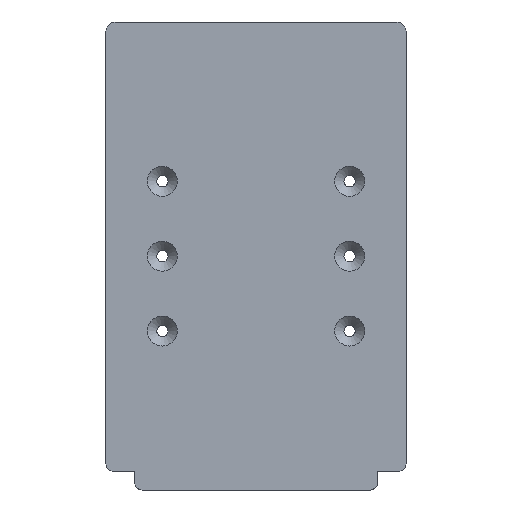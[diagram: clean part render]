
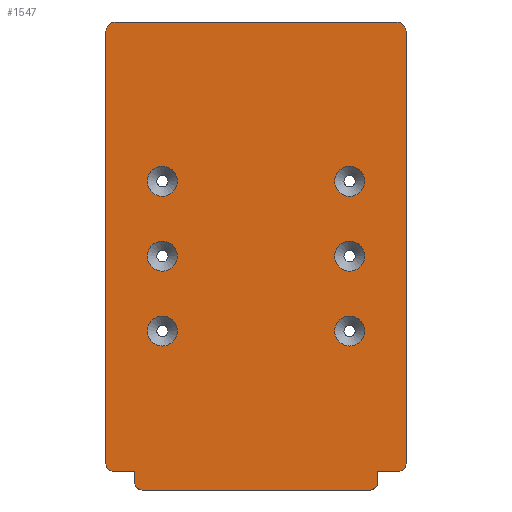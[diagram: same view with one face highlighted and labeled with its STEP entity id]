
A CAD part, front view. The second image highlights one B-rep face of the part: STEP entity #1547.
In plain terms, the highlighted planar face has unit normal (0, -1, 0).
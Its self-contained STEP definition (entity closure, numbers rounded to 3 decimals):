
#83=FACE_BOUND('',#242,.T.);
#84=FACE_BOUND('',#243,.T.);
#85=FACE_BOUND('',#244,.T.);
#86=FACE_BOUND('',#245,.T.);
#87=FACE_BOUND('',#246,.T.);
#88=FACE_BOUND('',#247,.T.);
#99=PLANE('',#1678);
#143=FACE_OUTER_BOUND('',#241,.T.);
#241=EDGE_LOOP('',(#1061,#1062,#1063,#1064,#1065,#1066,#1067,#1068,#1069,
#1070,#1071,#1072,#1073,#1074));
#242=EDGE_LOOP('',(#1075));
#243=EDGE_LOOP('',(#1076));
#244=EDGE_LOOP('',(#1077));
#245=EDGE_LOOP('',(#1078));
#246=EDGE_LOOP('',(#1079));
#247=EDGE_LOOP('',(#1080));
#355=LINE('',#2406,#458);
#356=LINE('',#2410,#459);
#357=LINE('',#2414,#460);
#358=LINE('',#2418,#461);
#359=LINE('',#2420,#462);
#360=LINE('',#2424,#463);
#361=LINE('',#2428,#464);
#362=LINE('',#2429,#465);
#458=VECTOR('',#1910,10.);
#459=VECTOR('',#1913,10.);
#460=VECTOR('',#1916,10.);
#461=VECTOR('',#1919,10.);
#462=VECTOR('',#1920,10.);
#463=VECTOR('',#1923,10.);
#464=VECTOR('',#1926,10.);
#465=VECTOR('',#1927,10.);
#566=CIRCLE('',#1677,4.);
#567=CIRCLE('',#1679,2.);
#568=CIRCLE('',#1680,2.54);
#569=CIRCLE('',#1681,2.54);
#570=CIRCLE('',#1682,2.);
#571=CIRCLE('',#1683,2.);
#572=CIRCLE('',#1684,2.);
#573=CIRCLE('',#1685,4.);
#574=CIRCLE('',#1686,4.);
#575=CIRCLE('',#1687,4.);
#576=CIRCLE('',#1688,4.);
#577=CIRCLE('',#1689,4.);
#669=VERTEX_POINT('',#2398);
#670=VERTEX_POINT('',#2402);
#671=VERTEX_POINT('',#2403);
#672=VERTEX_POINT('',#2405);
#673=VERTEX_POINT('',#2407);
#674=VERTEX_POINT('',#2409);
#675=VERTEX_POINT('',#2411);
#676=VERTEX_POINT('',#2413);
#677=VERTEX_POINT('',#2415);
#678=VERTEX_POINT('',#2417);
#679=VERTEX_POINT('',#2419);
#680=VERTEX_POINT('',#2421);
#681=VERTEX_POINT('',#2423);
#682=VERTEX_POINT('',#2425);
#683=VERTEX_POINT('',#2427);
#684=VERTEX_POINT('',#2430);
#685=VERTEX_POINT('',#2432);
#686=VERTEX_POINT('',#2434);
#687=VERTEX_POINT('',#2436);
#688=VERTEX_POINT('',#2438);
#817=EDGE_CURVE('',#669,#669,#566,.T.);
#819=EDGE_CURVE('',#670,#671,#567,.T.);
#820=EDGE_CURVE('',#672,#670,#355,.T.);
#821=EDGE_CURVE('',#673,#672,#568,.T.);
#822=EDGE_CURVE('',#674,#673,#356,.T.);
#823=EDGE_CURVE('',#675,#674,#569,.T.);
#824=EDGE_CURVE('',#676,#675,#357,.T.);
#825=EDGE_CURVE('',#677,#676,#570,.T.);
#826=EDGE_CURVE('',#678,#677,#358,.T.);
#827=EDGE_CURVE('',#678,#679,#359,.T.);
#828=EDGE_CURVE('',#680,#679,#571,.T.);
#829=EDGE_CURVE('',#681,#680,#360,.T.);
#830=EDGE_CURVE('',#682,#681,#572,.T.);
#831=EDGE_CURVE('',#683,#682,#361,.T.);
#832=EDGE_CURVE('',#671,#683,#362,.T.);
#833=EDGE_CURVE('',#684,#684,#573,.T.);
#834=EDGE_CURVE('',#685,#685,#574,.T.);
#835=EDGE_CURVE('',#686,#686,#575,.T.);
#836=EDGE_CURVE('',#687,#687,#576,.T.);
#837=EDGE_CURVE('',#688,#688,#577,.T.);
#1061=ORIENTED_EDGE('',*,*,#819,.F.);
#1062=ORIENTED_EDGE('',*,*,#820,.F.);
#1063=ORIENTED_EDGE('',*,*,#821,.F.);
#1064=ORIENTED_EDGE('',*,*,#822,.F.);
#1065=ORIENTED_EDGE('',*,*,#823,.F.);
#1066=ORIENTED_EDGE('',*,*,#824,.F.);
#1067=ORIENTED_EDGE('',*,*,#825,.F.);
#1068=ORIENTED_EDGE('',*,*,#826,.F.);
#1069=ORIENTED_EDGE('',*,*,#827,.T.);
#1070=ORIENTED_EDGE('',*,*,#828,.F.);
#1071=ORIENTED_EDGE('',*,*,#829,.F.);
#1072=ORIENTED_EDGE('',*,*,#830,.F.);
#1073=ORIENTED_EDGE('',*,*,#831,.F.);
#1074=ORIENTED_EDGE('',*,*,#832,.F.);
#1075=ORIENTED_EDGE('',*,*,#833,.F.);
#1076=ORIENTED_EDGE('',*,*,#834,.F.);
#1077=ORIENTED_EDGE('',*,*,#835,.F.);
#1078=ORIENTED_EDGE('',*,*,#836,.F.);
#1079=ORIENTED_EDGE('',*,*,#837,.F.);
#1080=ORIENTED_EDGE('',*,*,#817,.F.);
#1547=ADVANCED_FACE('',(#143,#83,#84,#85,#86,#87,#88),#99,.F.);
#1677=AXIS2_PLACEMENT_3D('',#2399,#1903,#1904);
#1678=AXIS2_PLACEMENT_3D('',#2401,#1906,#1907);
#1679=AXIS2_PLACEMENT_3D('',#2404,#1908,#1909);
#1680=AXIS2_PLACEMENT_3D('',#2408,#1911,#1912);
#1681=AXIS2_PLACEMENT_3D('',#2412,#1914,#1915);
#1682=AXIS2_PLACEMENT_3D('',#2416,#1917,#1918);
#1683=AXIS2_PLACEMENT_3D('',#2422,#1921,#1922);
#1684=AXIS2_PLACEMENT_3D('',#2426,#1924,#1925);
#1685=AXIS2_PLACEMENT_3D('',#2431,#1928,#1929);
#1686=AXIS2_PLACEMENT_3D('',#2433,#1930,#1931);
#1687=AXIS2_PLACEMENT_3D('',#2435,#1932,#1933);
#1688=AXIS2_PLACEMENT_3D('',#2437,#1934,#1935);
#1689=AXIS2_PLACEMENT_3D('',#2439,#1936,#1937);
#1903=DIRECTION('center_axis',(0.,-1.,0.));
#1904=DIRECTION('ref_axis',(-1.,0.,0.));
#1906=DIRECTION('center_axis',(0.,1.,0.));
#1907=DIRECTION('ref_axis',(0.,0.,1.));
#1908=DIRECTION('center_axis',(0.,1.,0.));
#1909=DIRECTION('ref_axis',(0.707,0.,-0.707));
#1910=DIRECTION('',(0.,0.,-1.));
#1911=DIRECTION('center_axis',(0.,1.,0.));
#1912=DIRECTION('ref_axis',(0.,0.,-1.));
#1913=DIRECTION('',(1.,0.,0.));
#1914=DIRECTION('center_axis',(0.,1.,0.));
#1915=DIRECTION('ref_axis',(0.,0.,-1.));
#1916=DIRECTION('',(0.,0.,1.));
#1917=DIRECTION('center_axis',(0.,1.,0.));
#1918=DIRECTION('ref_axis',(-0.707,0.,-0.707));
#1919=DIRECTION('',(-1.,0.,0.));
#1920=DIRECTION('',(0.,0.,-1.));
#1921=DIRECTION('center_axis',(0.,1.,0.));
#1922=DIRECTION('ref_axis',(-0.707,0.,-0.707));
#1923=DIRECTION('',(-1.,0.,0.));
#1924=DIRECTION('center_axis',(0.,1.,0.));
#1925=DIRECTION('ref_axis',(0.707,0.,-0.707));
#1926=DIRECTION('',(0.,0.,-1.));
#1927=DIRECTION('',(-1.,0.,0.));
#1928=DIRECTION('center_axis',(0.,-1.,0.));
#1929=DIRECTION('ref_axis',(-1.,0.,0.));
#1930=DIRECTION('center_axis',(0.,-1.,0.));
#1931=DIRECTION('ref_axis',(-1.,0.,0.));
#1932=DIRECTION('center_axis',(0.,-1.,0.));
#1933=DIRECTION('ref_axis',(-1.,0.,0.));
#1934=DIRECTION('center_axis',(0.,-1.,0.));
#1935=DIRECTION('ref_axis',(-1.,0.,0.));
#1936=DIRECTION('center_axis',(0.,-1.,0.));
#1937=DIRECTION('ref_axis',(-1.,0.,0.));
#2398=CARTESIAN_POINT('',(-56.,0.,-42.54));
#2399=CARTESIAN_POINT('Origin',(-60.,0.,
-42.54));
#2401=CARTESIAN_POINT('Origin',(-35.824,0.,
-59.848));
#2402=CARTESIAN_POINT('',(5.08,0.,-118.));
#2403=CARTESIAN_POINT('',(3.08,0.,-120.));
#2404=CARTESIAN_POINT('Origin',(3.08,0.,-118.));
#2405=CARTESIAN_POINT('',(5.08,0.,-2.54));
#2406=CARTESIAN_POINT('',(5.08,0.,-29.924));
#2407=CARTESIAN_POINT('',(2.54,0.,0.));
#2408=CARTESIAN_POINT('Origin',(2.54,0.,-2.54));
#2409=CARTESIAN_POINT('',(-72.54,0.,0.));
#2410=CARTESIAN_POINT('',(-52.912,0.,0.));
#2411=CARTESIAN_POINT('',(-75.08,0.,-2.54));
#2412=CARTESIAN_POINT('Origin',(-72.54,0.,-2.54));
#2413=CARTESIAN_POINT('',(-75.08,0.,-118.));
#2414=CARTESIAN_POINT('',(-75.08,0.,-29.924));
#2415=CARTESIAN_POINT('',(-73.08,0.,-120.));
#2416=CARTESIAN_POINT('Origin',(-73.08,0.,-118.));
#2417=CARTESIAN_POINT('',(-67.385,0.,-120.));
#2418=CARTESIAN_POINT('',(-17.912,0.,-120.));
#2419=CARTESIAN_POINT('',(-67.385,0.,-123.));
#2420=CARTESIAN_POINT('',(-67.385,0.,-120.));
#2421=CARTESIAN_POINT('',(-65.385,0.,-125.));
#2422=CARTESIAN_POINT('Origin',(-65.385,0.,
-123.));
#2423=CARTESIAN_POINT('',(-4.54,0.,-125.));
#2424=CARTESIAN_POINT('',(-2.54,0.,-125.));
#2425=CARTESIAN_POINT('',(-2.54,0.,-123.));
#2426=CARTESIAN_POINT('Origin',(-4.54,0.,-123.));
#2427=CARTESIAN_POINT('',(-2.54,0.,-120.));
#2428=CARTESIAN_POINT('',(-2.54,0.,-120.));
#2429=CARTESIAN_POINT('',(-17.912,0.,-120.));
#2430=CARTESIAN_POINT('',(-56.,0.,-62.54));
#2431=CARTESIAN_POINT('Origin',(-60.,0.,
-62.54));
#2432=CARTESIAN_POINT('',(-6.,0.,-82.54));
#2433=CARTESIAN_POINT('Origin',(-10.,0.,
-82.54));
#2434=CARTESIAN_POINT('',(-6.,0.,-42.54));
#2435=CARTESIAN_POINT('Origin',(-10.,0.,
-42.54));
#2436=CARTESIAN_POINT('',(-6.,0.,-62.54));
#2437=CARTESIAN_POINT('Origin',(-10.,0.,
-62.54));
#2438=CARTESIAN_POINT('',(-56.,0.,-82.54));
#2439=CARTESIAN_POINT('Origin',(-60.,0.,
-82.54));
